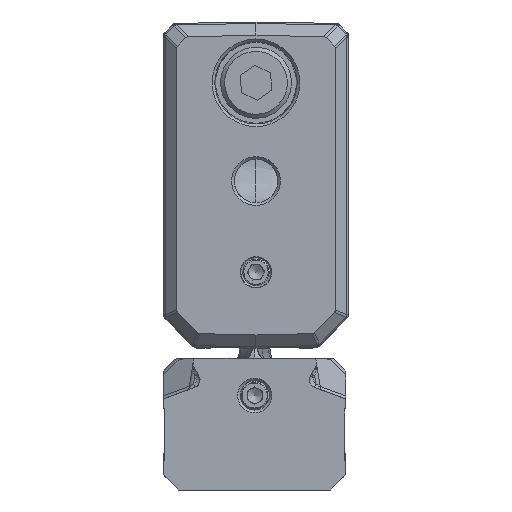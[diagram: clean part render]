
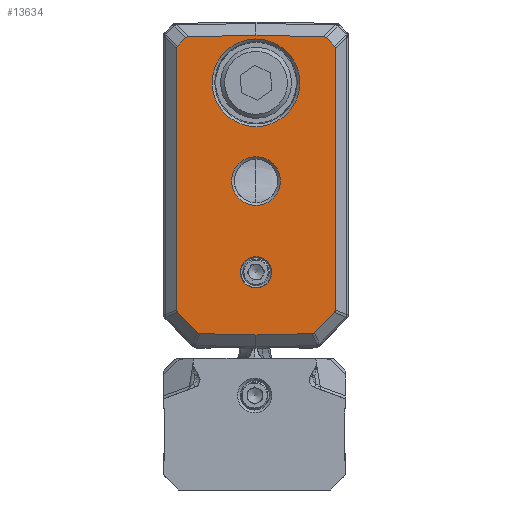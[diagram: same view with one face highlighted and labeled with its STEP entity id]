
A CAD part, front view. The second image highlights one B-rep face of the part: STEP entity #13634.
In plain terms, the highlighted planar face has unit normal (0, -1, 0).
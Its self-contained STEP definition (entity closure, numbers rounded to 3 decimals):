
#2194=FACE_BOUND('',#22770,.T.);
#2195=FACE_BOUND('',#22771,.T.);
#2196=FACE_BOUND('',#22772,.T.);
#2197=FACE_BOUND('',#22773,.T.);
#4529=ELLIPSE('',#80803,0.859,0.5);
#4530=ELLIPSE('',#80805,0.859,0.5);
#4531=ELLIPSE('',#80807,0.736,0.5);
#4532=ELLIPSE('',#80809,0.735,0.5);
#4533=ELLIPSE('',#80811,0.735,0.5);
#4534=ELLIPSE('',#80813,0.736,0.5);
#4535=ELLIPSE('',#80815,0.859,0.5);
#4536=ELLIPSE('',#80817,0.859,0.5);
#11209=PLANE('',#80913);
#13634=ADVANCED_FACE('',(#2194,#2195,#2196,#2197),#11209,.T.);
#22770=EDGE_LOOP('',(#41412,#41413,#41414,#41415,#41416,#41417,#41418,#41419,
#41420,#41421,#41422,#41423,#41424,#41425,#41426,#41427,#41428,#41429));
#22771=EDGE_LOOP('',(#41430));
#22772=EDGE_LOOP('',(#41431));
#22773=EDGE_LOOP('',(#41432));
#27477=LINE('',#109675,#33851);
#27478=LINE('',#109677,#33852);
#27479=LINE('',#109679,#33853);
#27480=LINE('',#109681,#33854);
#27481=LINE('',#109687,#33855);
#27483=LINE('',#109691,#33857);
#27484=LINE('',#109693,#33858);
#27486=LINE('',#109697,#33860);
#27490=LINE('',#109732,#33864);
#27491=LINE('',#109733,#33865);
#33851=VECTOR('',#87780,1.);
#33852=VECTOR('',#87783,1.);
#33853=VECTOR('',#87786,1.);
#33854=VECTOR('',#87789,1.);
#33855=VECTOR('',#87798,1.);
#33857=VECTOR('',#87802,1.);
#33858=VECTOR('',#87805,1.);
#33860=VECTOR('',#87809,1.);
#33864=VECTOR('',#87849,1.);
#33865=VECTOR('',#87850,1.);
#41412=ORIENTED_EDGE('',*,*,#67674,.T.);
#41413=ORIENTED_EDGE('',*,*,#67568,.T.);
#41414=ORIENTED_EDGE('',*,*,#67669,.T.);
#41415=ORIENTED_EDGE('',*,*,#67565,.T.);
#41416=ORIENTED_EDGE('',*,*,#67677,.T.);
#41417=ORIENTED_EDGE('',*,*,#67691,.T.);
#41418=ORIENTED_EDGE('',*,*,#67547,.T.);
#41419=ORIENTED_EDGE('',*,*,#67670,.T.);
#41420=ORIENTED_EDGE('',*,*,#67550,.T.);
#41421=ORIENTED_EDGE('',*,*,#67675,.T.);
#41422=ORIENTED_EDGE('',*,*,#67553,.T.);
#41423=ORIENTED_EDGE('',*,*,#67668,.T.);
#41424=ORIENTED_EDGE('',*,*,#67556,.T.);
#41425=ORIENTED_EDGE('',*,*,#67692,.T.);
#41426=ORIENTED_EDGE('',*,*,#67672,.T.);
#41427=ORIENTED_EDGE('',*,*,#67559,.T.);
#41428=ORIENTED_EDGE('',*,*,#67667,.T.);
#41429=ORIENTED_EDGE('',*,*,#67562,.T.);
#41430=ORIENTED_EDGE('',*,*,#67068,.T.);
#41431=ORIENTED_EDGE('',*,*,#67070,.T.);
#41432=ORIENTED_EDGE('',*,*,#67064,.T.);
#60506=VERTEX_POINT('',#105404);
#60510=VERTEX_POINT('',#105440);
#60512=VERTEX_POINT('',#105445);
#60833=VERTEX_POINT('',#109286);
#60834=VERTEX_POINT('',#109288);
#60835=VERTEX_POINT('',#109292);
#60836=VERTEX_POINT('',#109294);
#60837=VERTEX_POINT('',#109298);
#60838=VERTEX_POINT('',#109300);
#60839=VERTEX_POINT('',#109304);
#60840=VERTEX_POINT('',#109306);
#60841=VERTEX_POINT('',#109310);
#60842=VERTEX_POINT('',#109312);
#60843=VERTEX_POINT('',#109316);
#60844=VERTEX_POINT('',#109318);
#60845=VERTEX_POINT('',#109322);
#60846=VERTEX_POINT('',#109324);
#60847=VERTEX_POINT('',#109328);
#60848=VERTEX_POINT('',#109330);
#60900=VERTEX_POINT('',#109688);
#60901=VERTEX_POINT('',#109696);
#67064=EDGE_CURVE('',#60506,#60506,#77112,.T.);
#67068=EDGE_CURVE('',#60510,#60510,#77114,.T.);
#67070=EDGE_CURVE('',#60512,#60512,#77116,.T.);
#67547=EDGE_CURVE('',#60833,#60834,#4529,.T.);
#67550=EDGE_CURVE('',#60835,#60836,#4530,.T.);
#67553=EDGE_CURVE('',#60837,#60838,#4531,.T.);
#67556=EDGE_CURVE('',#60839,#60840,#4532,.T.);
#67559=EDGE_CURVE('',#60841,#60842,#4533,.T.);
#67562=EDGE_CURVE('',#60843,#60844,#4534,.T.);
#67565=EDGE_CURVE('',#60845,#60846,#4535,.T.);
#67568=EDGE_CURVE('',#60847,#60848,#4536,.T.);
#67667=EDGE_CURVE('',#60842,#60843,#27477,.T.);
#67668=EDGE_CURVE('',#60838,#60839,#27478,.T.);
#67669=EDGE_CURVE('',#60848,#60845,#27479,.T.);
#67670=EDGE_CURVE('',#60834,#60835,#27480,.T.);
#67672=EDGE_CURVE('',#60900,#60841,#27481,.T.);
#67674=EDGE_CURVE('',#60844,#60847,#27483,.T.);
#67675=EDGE_CURVE('',#60836,#60837,#27484,.T.);
#67677=EDGE_CURVE('',#60846,#60901,#27486,.T.);
#67691=EDGE_CURVE('',#60901,#60833,#27490,.T.);
#67692=EDGE_CURVE('',#60840,#60900,#27491,.T.);
#77112=CIRCLE('',#80535,2.4);
#77114=CIRCLE('',#80539,1.55);
#77116=CIRCLE('',#80542,4.323);
#80535=AXIS2_PLACEMENT_3D('',#105403,#86823,#86824);
#80539=AXIS2_PLACEMENT_3D('',#105439,#86831,#86832);
#80542=AXIS2_PLACEMENT_3D('',#105444,#86837,#86838);
#80803=AXIS2_PLACEMENT_3D('',#109289,#87556,#87557);
#80805=AXIS2_PLACEMENT_3D('',#109295,#87562,#87563);
#80807=AXIS2_PLACEMENT_3D('',#109301,#87568,#87569);
#80809=AXIS2_PLACEMENT_3D('',#109307,#87574,#87575);
#80811=AXIS2_PLACEMENT_3D('',#109313,#87580,#87581);
#80813=AXIS2_PLACEMENT_3D('',#109319,#87586,#87587);
#80815=AXIS2_PLACEMENT_3D('',#109325,#87592,#87593);
#80817=AXIS2_PLACEMENT_3D('',#109331,#87598,#87599);
#80913=AXIS2_PLACEMENT_3D('',#109734,#87851,#87852);
#86823=DIRECTION('',(0.,1.,0.));
#86824=DIRECTION('',(0.,0.,-1.));
#86831=DIRECTION('',(0.,1.,0.));
#86832=DIRECTION('',(0.,0.,-1.));
#86837=DIRECTION('',(0.,1.,0.));
#86838=DIRECTION('',(0.,0.,-1.));
#87556=DIRECTION('',(0.,-1.,0.));
#87557=DIRECTION('',(0.716,0.,-0.698));
#87562=DIRECTION('',(0.,-1.,0.));
#87563=DIRECTION('',(0.716,0.,-0.698));
#87568=DIRECTION('',(0.,-1.,0.));
#87569=DIRECTION('',(-0.926,0.,-0.379));
#87574=DIRECTION('',(0.,-1.,0.));
#87575=DIRECTION('',(-0.398,0.,-0.917));
#87580=DIRECTION('',(0.,-1.,0.));
#87581=DIRECTION('',(-0.398,0.,0.917));
#87586=DIRECTION('',(0.,-1.,0.));
#87587=DIRECTION('',(-0.926,0.,0.379));
#87592=DIRECTION('',(0.,-1.,0.));
#87593=DIRECTION('',(0.716,0.,0.698));
#87598=DIRECTION('',(0.,-1.,0.));
#87599=DIRECTION('',(0.716,0.,0.698));
#87780=DIRECTION('',(0.701,0.,0.713));
#87783=DIRECTION('',(0.701,0.,-0.713));
#87786=DIRECTION('',(-0.698,0.,0.716));
#87789=DIRECTION('',(-0.698,0.,-0.716));
#87798=DIRECTION('',(1.,0.,0.025));
#87802=DIRECTION('',(0.,0.,1.));
#87805=DIRECTION('',(0.,0.,-1.));
#87809=DIRECTION('',(-1.,0.,0.025));
#87849=DIRECTION('',(-1.,0.,-0.025));
#87850=DIRECTION('',(1.,0.,-0.025));
#87851=DIRECTION('',(0.,-1.,0.));
#87852=DIRECTION('',(0.,0.,-1.));
#105403=CARTESIAN_POINT('',(0.125,-28.5,-15.7));
#105404=CARTESIAN_POINT('',(0.125,-28.5,-18.1));
#105439=CARTESIAN_POINT('',(0.125,-28.5,-24.7));
#105440=CARTESIAN_POINT('',(0.125,-28.5,-26.25));
#105444=CARTESIAN_POINT('',(0.125,-28.5,-6.));
#105445=CARTESIAN_POINT('',(0.125,-28.5,-10.323));
#109286=CARTESIAN_POINT('',(-6.564,-28.5,-1.465));
#109288=CARTESIAN_POINT('',(-6.816,-28.5,-1.564));
#109289=CARTESIAN_POINT('',(-6.201,-28.5,-2.163));
#109292=CARTESIAN_POINT('',(-7.608,-28.5,-2.375));
#109294=CARTESIAN_POINT('',(-7.7,-28.5,-2.63));
#109295=CARTESIAN_POINT('',(-6.993,-28.5,-2.975));
#109298=CARTESIAN_POINT('',(-7.7,-28.5,-28.416));
#109300=CARTESIAN_POINT('',(-7.599,-28.5,-28.664));
#109301=CARTESIAN_POINT('',(-6.993,-28.5,-28.272));
#109304=CARTESIAN_POINT('',(-5.639,-28.5,-30.658));
#109306=CARTESIAN_POINT('',(-5.396,-28.5,-30.764));
#109307=CARTESIAN_POINT('',(-5.235,-28.5,-30.06));
#109310=CARTESIAN_POINT('',(5.646,-28.5,-30.764));
#109312=CARTESIAN_POINT('',(5.889,-28.5,-30.658));
#109313=CARTESIAN_POINT('',(5.485,-28.5,-30.06));
#109316=CARTESIAN_POINT('',(7.849,-28.5,-28.664));
#109318=CARTESIAN_POINT('',(7.95,-28.5,-28.416));
#109319=CARTESIAN_POINT('',(7.243,-28.5,-28.272));
#109322=CARTESIAN_POINT('',(7.066,-28.5,-1.564));
#109324=CARTESIAN_POINT('',(6.814,-28.5,-1.465));
#109325=CARTESIAN_POINT('',(6.451,-28.5,-2.163));
#109328=CARTESIAN_POINT('',(7.95,-28.5,-2.63));
#109330=CARTESIAN_POINT('',(7.858,-28.5,-2.375));
#109331=CARTESIAN_POINT('',(7.243,-28.5,-2.975));
#109675=CARTESIAN_POINT('',(-2.196,-28.5,-38.886));
#109677=CARTESIAN_POINT('',(-6.519,-28.5,-29.762));
#109679=CARTESIAN_POINT('',(14.544,-28.5,-9.227));
#109681=CARTESIAN_POINT('',(-23.195,-28.5,-18.349));
#109687=CARTESIAN_POINT('',(-9.027,-28.5,-31.126));
#109688=CARTESIAN_POINT('',(0.125,-28.5,-30.9));
#109691=CARTESIAN_POINT('',(7.95,-28.5,-32.2));
#109693=CARTESIAN_POINT('',(-7.7,-28.5,-32.2));
#109696=CARTESIAN_POINT('',(0.125,-28.5,-1.3));
#109697=CARTESIAN_POINT('',(-8.232,-28.5,-1.094));
#109732=CARTESIAN_POINT('',(-9.757,-28.5,-1.544));
#109733=CARTESIAN_POINT('',(-8.962,-28.5,-30.676));
#109734=CARTESIAN_POINT('',(-9.,-28.5,-32.2));
